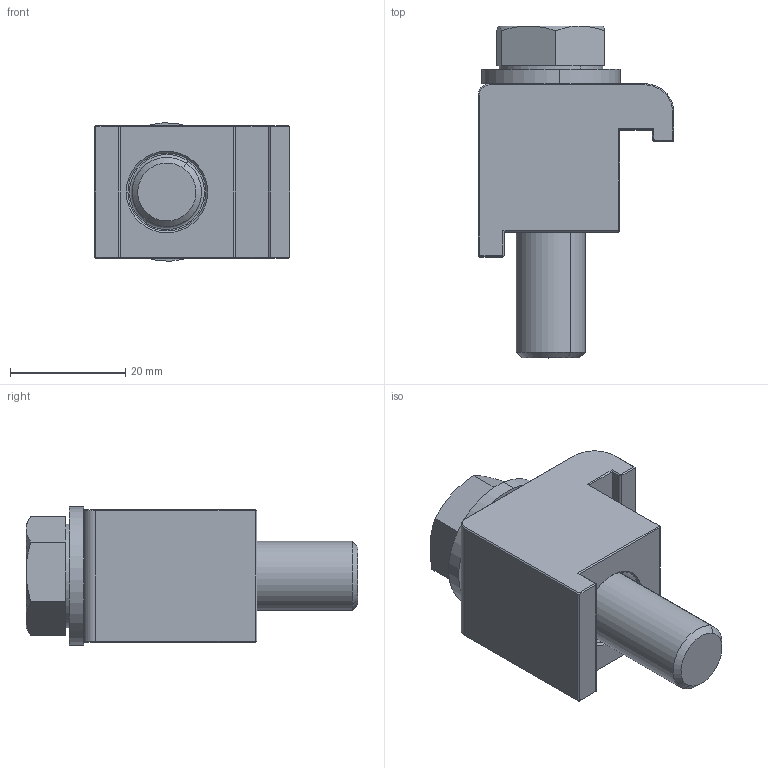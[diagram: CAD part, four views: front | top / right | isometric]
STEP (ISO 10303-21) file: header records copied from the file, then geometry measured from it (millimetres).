
FILE_DESCRIPTION (( 'STEP AP214' ), '1' );
FILE_NAME ('Hositrad_ISO320-CA-Single.STEP', '2014-02-13T10:25:59', ( '' ), ( '' ), 'SwSTEP 2.0', 'SolidWorks 2014', '' );
FILE_SCHEMA (( 'AUTOMOTIVE_DESIGN' ));
Length unit declared in the file: millimetre
Products named in the file (4): plain washer normal grade a_iso_Washer ISO 7089 - 12; ISO-320-Clamp-CA ; Hositrad_ISO320-CA-Single; hex screw gradeab_iso_ISO 4017 - M12 x 50-N
Assembly tree (3 placements, depth 2):
  Hositrad_ISO320-CA-Single
    ISO-320-Clamp-CA 
    plain washer normal grade a_iso_Washer ISO 7089 - 12
    hex screw gradeab_iso_ISO 4017 - M12 x 50-N
Bounding box: 33.9 x 57.5 x 23.97 mm (x, y, z)
Volume: 21516.7 mm3; surface area: 8953.9 mm2
Topology: 3 solids, 3 shells, 91 faces, 202 edges, 118 vertices
Faces by surface type: plane 49, cone 24, cylinder 16, torus 2
Entity records: 2674 total; most frequent: CARTESIAN_POINT 489, DIRECTION 452, ORIENTED_EDGE 404, EDGE_CURVE 202, AXIS2_PLACEMENT_3D 165, VECTOR 122, LINE 122, VERTEX_POINT 118
